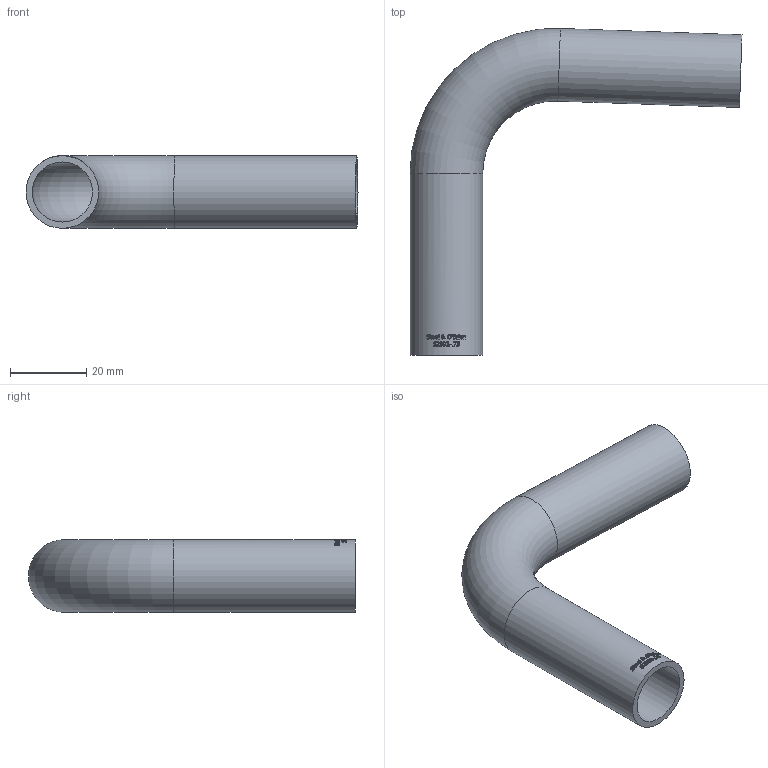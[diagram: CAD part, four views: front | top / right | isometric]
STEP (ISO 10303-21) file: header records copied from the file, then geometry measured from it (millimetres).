
FILE_DESCRIPTION(/* description */ (''),/* implementation_level */ '2;1');
FILE_NAME(/* name */ 'S2S92-.75.stp',/* time_stamp */ '2018-11-27T16:13:17-05:00',/* author */ ('ken'),/* organization */ (''),/* preprocessor_version */ 'ST-DEVELOPER v15.2',/* originating_system */ 'Autodesk Inventor 2014',/* authorisation */ '');
FILE_SCHEMA (('AP203_CONFIGURATION_CONTROLLED_3D_DESIGN_OF_MECHANICAL_PARTS_AND_ASSEMBLIES_MIM_LF','AUTOMOTIVE_DESIGN { 1 0 10303 214 3 1 1 }'));
Length unit declared in the file: inch
Products named in the file (1): S2S92-.75
Bounding box: 87.03 x 85.7 x 19.05 mm (x, y, z)
Volume: 12735.6 mm3; surface area: 15622.1 mm2
Topology: 1 solids, 1 shells, 369 faces, 1004 edges, 669 vertices
Faces by surface type: bspline 205, plane 126, cylinder 36, torus 2
Full cylindrical faces by diameter (mm): 15.748 x2, 19.05 x2
Entity records: 15252 total; most frequent: CARTESIAN_POINT 7181, ORIENTED_EDGE 1990, DIRECTION 1059, EDGE_CURVE 995, VERTEX_POINT 666, LINE 441, VECTOR 441, B_SPLINE_CURVE_WITH_KNOTS 410
